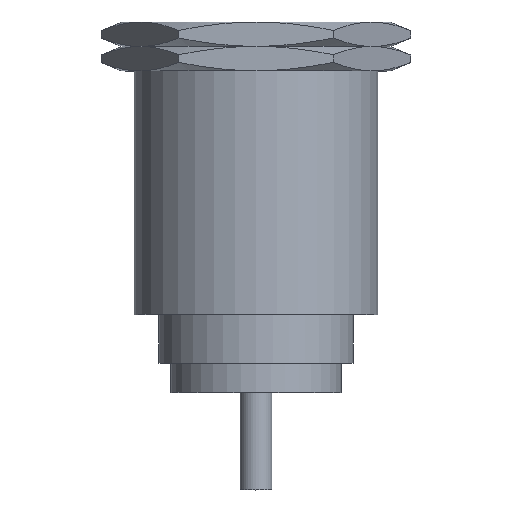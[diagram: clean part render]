
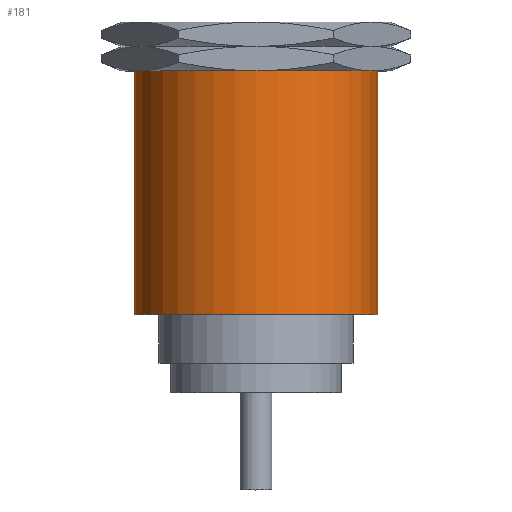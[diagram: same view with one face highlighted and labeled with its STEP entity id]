
A CAD part, top view. The second image highlights one B-rep face of the part: STEP entity #181.
In plain terms, the highlighted cylindrical face has radius 25 mm (diameter 50 mm), a partial arc.
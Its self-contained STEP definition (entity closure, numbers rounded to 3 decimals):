
#181=ADVANCED_FACE('',(#267),#268,.T.);
#267=FACE_OUTER_BOUND('',#420,.T.);
#268=CYLINDRICAL_SURFACE('',#421,25.0);
#420=EDGE_LOOP('',(#619,#620,#621,#622));
#421=AXIS2_PLACEMENT_3D('',#623,#624,#625);
#619=ORIENTED_EDGE('',*,*,#1074,.T.);
#620=ORIENTED_EDGE('',*,*,#1096,.F.);
#621=ORIENTED_EDGE('',*,*,#1076,.T.);
#622=ORIENTED_EDGE('',*,*,#1097,.F.);
#623=CARTESIAN_POINT('',(0.0,-30.0,0.0));
#624=DIRECTION('',(0.0,-1.0,0.0));
#625=DIRECTION('',(1.0,0.0,0.0));
#1074=EDGE_CURVE('',#1226,#1227,#1228,.T.);
#1076=EDGE_CURVE('',#1231,#1229,#1232,.T.);
#1096=EDGE_CURVE('',#1231,#1227,#1264,.T.);
#1097=EDGE_CURVE('',#1226,#1229,#1265,.T.);
#1226=VERTEX_POINT('',#1466);
#1227=VERTEX_POINT('',#1467);
#1228=LINE('',#1468,#1469);
#1229=VERTEX_POINT('',#1470);
#1231=VERTEX_POINT('',#1472);
#1232=LINE('',#1473,#1474);
#1264=CIRCLE('',#1512,25.0);
#1265=CIRCLE('',#1513,25.0);
#1466=CARTESIAN_POINT('',(25.0,-60.0,0.0));
#1467=CARTESIAN_POINT('',(25.0,0.0,0.0));
#1468=CARTESIAN_POINT('',(25.0,-30.0,0.));
#1469=VECTOR('',#2274,1.0);
#1470=CARTESIAN_POINT('',(-25.0,-60.0,0.));
#1472=CARTESIAN_POINT('',(-25.0,0.0,0.));
#1473=CARTESIAN_POINT('',(-25.0,-30.0,0.));
#1474=VECTOR('',#2278,1.0);
#1512=AXIS2_PLACEMENT_3D('',#2324,#2325,#2326);
#1513=AXIS2_PLACEMENT_3D('',#2327,#2328,#2329);
#2274=DIRECTION('',(0.0,1.0,0.0));
#2278=DIRECTION('',(0.0,-1.0,0.0));
#2324=CARTESIAN_POINT('',(0.0,0.0,0.0));
#2325=DIRECTION('',(0.0,1.0,0.0));
#2326=DIRECTION('',(1.0,0.0,0.0));
#2327=CARTESIAN_POINT('',(0.0,-60.0,0.0));
#2328=DIRECTION('',(0.0,-1.0,0.0));
#2329=DIRECTION('',(1.0,0.0,0.0));
